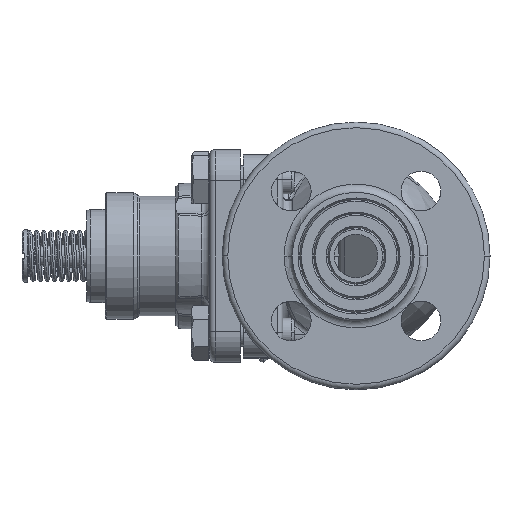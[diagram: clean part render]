
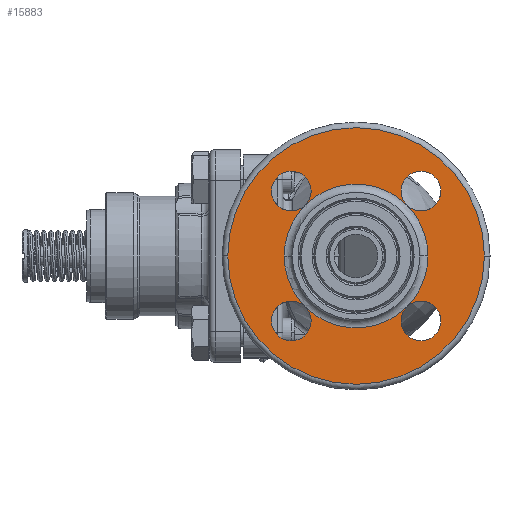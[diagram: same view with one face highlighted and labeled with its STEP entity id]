
A CAD part, left-side view. The second image highlights one B-rep face of the part: STEP entity #15883.
In plain terms, the highlighted planar face has unit normal (-1, 0, 0).
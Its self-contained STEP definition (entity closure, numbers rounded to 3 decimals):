
#3916=CARTESIAN_POINT('',(-62.75,0.,0.));
#3917=DIRECTION('',(-1.,0.,0.));
#3918=DIRECTION('',(0.,1.,0.));
#3919=AXIS2_PLACEMENT_3D('',#3916,#3917,#3918);
#3931=CARTESIAN_POINT('',(-62.75,-23.,23.));
#3932=DIRECTION('',(1.,0.,0.));
#3933=DIRECTION('',(0.,1.,0.));
#3934=AXIS2_PLACEMENT_3D('',#3931,#3932,#3933);
#3936=CARTESIAN_POINT('',(-62.75,-23.,23.));
#3937=DIRECTION('',(1.,0.,0.));
#3938=DIRECTION('',(0.,0.756,-0.655));
#3939=AXIS2_PLACEMENT_3D('',#3936,#3937,#3938);
#3941=CARTESIAN_POINT('',(-62.75,23.,23.));
#3942=DIRECTION('',(1.,0.,0.));
#3943=DIRECTION('',(0.,-1.,0.));
#3944=AXIS2_PLACEMENT_3D('',#3941,#3942,#3943);
#3946=CARTESIAN_POINT('',(-62.75,23.,23.));
#3947=DIRECTION('',(1.,0.,0.));
#3948=DIRECTION('',(0.,1.,0.));
#3949=AXIS2_PLACEMENT_3D('',#3946,#3947,#3948);
#3951=CARTESIAN_POINT('',(-62.75,23.,23.));
#3952=DIRECTION('',(1.,0.,0.));
#3953=DIRECTION('',(0.,-0.655,-0.756));
#3954=AXIS2_PLACEMENT_3D('',#3951,#3952,#3953);
#3956=CARTESIAN_POINT('',(-62.75,23.,-23.));
#3957=DIRECTION('',(1.,0.,0.));
#3958=DIRECTION('',(0.,1.,0.));
#3959=AXIS2_PLACEMENT_3D('',#3956,#3957,#3958);
#3961=CARTESIAN_POINT('',(-62.75,23.,-23.));
#3962=DIRECTION('',(1.,0.,0.));
#3963=DIRECTION('',(0.,-1.,0.));
#3964=AXIS2_PLACEMENT_3D('',#3961,#3962,#3963);
#3966=CARTESIAN_POINT('',(-62.75,23.,-23.));
#3967=DIRECTION('',(1.,0.,0.));
#3968=DIRECTION('',(0.,-0.756,0.655));
#3969=AXIS2_PLACEMENT_3D('',#3966,#3967,#3968);
#3971=CARTESIAN_POINT('',(-62.75,-23.,-23.));
#3972=DIRECTION('',(1.,0.,0.));
#3973=DIRECTION('',(0.,1.,0.));
#3974=AXIS2_PLACEMENT_3D('',#3971,#3972,#3973);
#3976=CARTESIAN_POINT('',(-62.75,-23.,-23.));
#3977=DIRECTION('',(1.,0.,0.));
#3978=DIRECTION('',(0.,-1.,0.));
#3979=AXIS2_PLACEMENT_3D('',#3976,#3977,#3978);
#3981=CARTESIAN_POINT('',(-62.75,-23.,-23.));
#3982=DIRECTION('',(1.,0.,0.));
#3983=DIRECTION('',(0.,0.655,0.756));
#3984=AXIS2_PLACEMENT_3D('',#3981,#3982,#3983);
#3986=CARTESIAN_POINT('',(-62.75,-23.,23.));
#3987=DIRECTION('',(1.,0.,0.));
#3988=DIRECTION('',(0.,-1.,0.));
#3989=AXIS2_PLACEMENT_3D('',#3986,#3987,#3988);
#3991=CARTESIAN_POINT('',(-62.75,0.,0.));
#3992=DIRECTION('',(-1.,0.,0.));
#3993=DIRECTION('',(0.,-1.,0.));
#3994=AXIS2_PLACEMENT_3D('',#3991,#3992,#3993);
#4024=CARTESIAN_POINT('',(-62.75,0.,0.));
#4025=DIRECTION('',(1.,0.,0.));
#4026=DIRECTION('',(0.,-0.721,0.693));
#4027=AXIS2_PLACEMENT_3D('',#4024,#4025,#4026);
#4034=CARTESIAN_POINT('',(-62.75,0.,0.));
#4035=DIRECTION('',(1.,0.,0.));
#4036=DIRECTION('',(0.,1.,0.));
#4037=AXIS2_PLACEMENT_3D('',#4034,#4035,#4036);
#4039=CARTESIAN_POINT('',(-62.75,0.,0.));
#4040=DIRECTION('',(1.,0.,0.));
#4041=DIRECTION('',(0.,0.693,0.721));
#4042=AXIS2_PLACEMENT_3D('',#4039,#4040,#4041);
#4044=CARTESIAN_POINT('',(-62.75,0.,0.));
#4045=DIRECTION('',(1.,0.,0.));
#4046=DIRECTION('',(0.,-0.693,-0.721));
#4047=AXIS2_PLACEMENT_3D('',#4044,#4045,#4046);
#4049=CARTESIAN_POINT('',(-62.75,0.,0.));
#4050=DIRECTION('',(1.,0.,0.));
#4051=DIRECTION('',(0.,0.721,-0.693));
#4052=AXIS2_PLACEMENT_3D('',#4049,#4050,#4051);
#4059=CARTESIAN_POINT('',(-62.75,0.,0.));
#4060=DIRECTION('',(1.,0.,0.));
#4061=DIRECTION('',(0.,-1.,0.));
#4062=AXIS2_PLACEMENT_3D('',#4059,#4060,#4061);
#9465=CARTESIAN_POINT('',(-62.75,-45.5,0.));
#9466=CARTESIAN_POINT('',(-62.75,45.5,0.));
#9467=VERTEX_POINT('',#9465);
#9468=VERTEX_POINT('',#9466);
#11089=CARTESIAN_POINT('',(-62.75,-25.5,0.));
#11090=VERTEX_POINT('',#11089);
#11091=CARTESIAN_POINT('',(-62.75,25.5,0.));
#11092=VERTEX_POINT('',#11091);
#11265=CARTESIAN_POINT('',(-62.75,30.05,-23.));
#11266=CARTESIAN_POINT('',(-62.75,18.385,-17.671));
#11267=VERTEX_POINT('',#11265);
#11268=VERTEX_POINT('',#11266);
#11269=CARTESIAN_POINT('',(-62.75,17.671,-18.385));
#11270=CARTESIAN_POINT('',(-62.75,15.95,-23.));
#11271=VERTEX_POINT('',#11269);
#11272=VERTEX_POINT('',#11270);
#11277=CARTESIAN_POINT('',(-62.75,-15.95,-23.));
#11278=CARTESIAN_POINT('',(-62.75,-17.671,-18.385));
#11279=VERTEX_POINT('',#11277);
#11280=VERTEX_POINT('',#11278);
#11281=CARTESIAN_POINT('',(-62.75,-18.385,-17.671));
#11282=CARTESIAN_POINT('',(-62.75,-30.05,-23.));
#11283=VERTEX_POINT('',#11281);
#11284=VERTEX_POINT('',#11282);
#11289=CARTESIAN_POINT('',(-62.75,30.05,23.));
#11290=CARTESIAN_POINT('',(-62.75,15.95,23.));
#11291=VERTEX_POINT('',#11289);
#11292=VERTEX_POINT('',#11290);
#11293=CARTESIAN_POINT('',(-62.75,17.671,18.385));
#11294=VERTEX_POINT('',#11293);
#11295=CARTESIAN_POINT('',(-62.75,18.385,17.671));
#11296=VERTEX_POINT('',#11295);
#11301=CARTESIAN_POINT('',(-62.75,-15.95,23.));
#11302=CARTESIAN_POINT('',(-62.75,-30.05,23.));
#11303=VERTEX_POINT('',#11301);
#11304=VERTEX_POINT('',#11302);
#11305=CARTESIAN_POINT('',(-62.75,-18.385,17.671));
#11306=VERTEX_POINT('',#11305);
#11307=CARTESIAN_POINT('',(-62.75,-17.671,18.385));
#11308=VERTEX_POINT('',#11307);
#15835=CARTESIAN_POINT('',(-62.75,0.,0.));
#15836=DIRECTION('',(1.,0.,0.));
#15837=DIRECTION('',(0.,-1.,0.));
#15838=AXIS2_PLACEMENT_3D('',#15835,#15836,#15837);
#15839=PLANE('',#15838);
#15841=ORIENTED_EDGE('',*,*,#15840,.F.);
#15842=ORIENTED_EDGE('',*,*,#15825,.F.);
#15843=EDGE_LOOP('',(#15841,#15842));
#15844=FACE_OUTER_BOUND('',#15843,.F.);
#15846=ORIENTED_EDGE('',*,*,#15845,.F.);
#15848=ORIENTED_EDGE('',*,*,#15847,.F.);
#15850=ORIENTED_EDGE('',*,*,#15849,.F.);
#15852=ORIENTED_EDGE('',*,*,#15851,.F.);
#15854=ORIENTED_EDGE('',*,*,#15853,.F.);
#15856=ORIENTED_EDGE('',*,*,#15855,.F.);
#15858=ORIENTED_EDGE('',*,*,#15857,.F.);
#15860=ORIENTED_EDGE('',*,*,#15859,.F.);
#15862=ORIENTED_EDGE('',*,*,#15861,.F.);
#15864=ORIENTED_EDGE('',*,*,#15863,.F.);
#15866=ORIENTED_EDGE('',*,*,#15865,.F.);
#15868=ORIENTED_EDGE('',*,*,#15867,.F.);
#15870=ORIENTED_EDGE('',*,*,#15869,.F.);
#15872=ORIENTED_EDGE('',*,*,#15871,.F.);
#15874=ORIENTED_EDGE('',*,*,#15873,.F.);
#15876=ORIENTED_EDGE('',*,*,#15875,.F.);
#15878=ORIENTED_EDGE('',*,*,#15877,.F.);
#15880=ORIENTED_EDGE('',*,*,#15879,.F.);
#15881=EDGE_LOOP('',(#15846,#15848,#15850,#15852,#15854,#15856,#15858,#15860,
#15862,#15864,#15866,#15868,#15870,#15872,#15874,#15876,#15878,#15880));
#15882=FACE_BOUND('',#15881,.F.);
#15883=ADVANCED_FACE('',(#15844,#15882),#15839,.F.);
#3920=CIRCLE('',#3919,45.5);
#3935=CIRCLE('',#3934,7.05);
#3940=CIRCLE('',#3939,7.05);
#3945=CIRCLE('',#3944,7.05);
#3950=CIRCLE('',#3949,7.05);
#3955=CIRCLE('',#3954,7.05);
#3960=CIRCLE('',#3959,7.05);
#3965=CIRCLE('',#3964,7.05);
#3970=CIRCLE('',#3969,7.05);
#3975=CIRCLE('',#3974,7.05);
#3980=CIRCLE('',#3979,7.05);
#3985=CIRCLE('',#3984,7.05);
#3990=CIRCLE('',#3989,7.05);
#3995=CIRCLE('',#3994,45.5);
#4028=CIRCLE('',#4027,25.5);
#4038=CIRCLE('',#4037,25.5);
#4043=CIRCLE('',#4042,25.5);
#4048=CIRCLE('',#4047,25.5);
#4053=CIRCLE('',#4052,25.5);
#4063=CIRCLE('',#4062,25.5);
#15825=EDGE_CURVE('',#9468,#9467,#3920,.T.);
#15840=EDGE_CURVE('',#9467,#9468,#3995,.T.);
#15845=EDGE_CURVE('',#11303,#11304,#3935,.T.);
#15847=EDGE_CURVE('',#11308,#11303,#3940,.T.);
#15849=EDGE_CURVE('',#11294,#11308,#4043,.T.);
#15851=EDGE_CURVE('',#11292,#11294,#3945,.T.);
#15853=EDGE_CURVE('',#11291,#11292,#3950,.T.);
#15855=EDGE_CURVE('',#11296,#11291,#3955,.T.);
#15857=EDGE_CURVE('',#11092,#11296,#4038,.T.);
#15859=EDGE_CURVE('',#11268,#11092,#4053,.T.);
#15861=EDGE_CURVE('',#11267,#11268,#3960,.T.);
#15863=EDGE_CURVE('',#11272,#11267,#3965,.T.);
#15865=EDGE_CURVE('',#11271,#11272,#3970,.T.);
#15867=EDGE_CURVE('',#11280,#11271,#4048,.T.);
#15869=EDGE_CURVE('',#11279,#11280,#3975,.T.);
#15871=EDGE_CURVE('',#11284,#11279,#3980,.T.);
#15873=EDGE_CURVE('',#11283,#11284,#3985,.T.);
#15875=EDGE_CURVE('',#11090,#11283,#4063,.T.);
#15877=EDGE_CURVE('',#11306,#11090,#4028,.T.);
#15879=EDGE_CURVE('',#11304,#11306,#3990,.T.);
